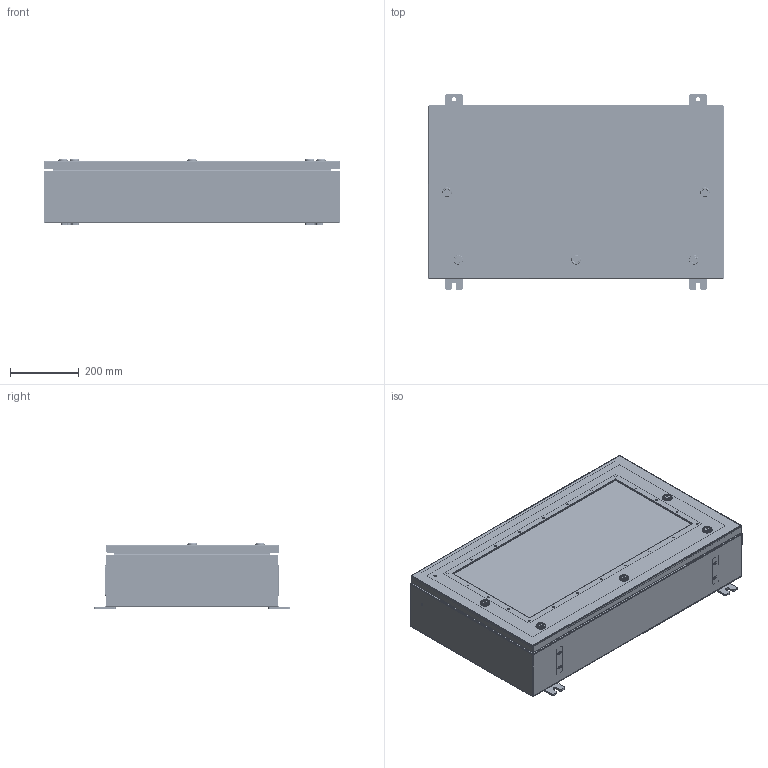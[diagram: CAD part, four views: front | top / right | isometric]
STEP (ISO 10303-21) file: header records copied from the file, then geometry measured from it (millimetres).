
FILE_DESCRIPTION (( 'STEP AP214' ), '1' );
FILE_NAME ('CHDSS6203406VD- STP.STEP', '2016-12-06T18:17:07', ( 'change1' ), ( 'Microsoft' ), 'SwSTEP 2.0', 'SolidWorks 2015', '' );
FILE_SCHEMA (( 'AUTOMOTIVE_DESIGN' ));
Length unit declared in the file: inch
Products named in the file (25): Mirror250-20X.50 NUT-FLT ASSY; HW-CLH-R-095-2845_233015-Allegis; MirrorHW-STD-S-25020_94804A029; HW-CLH-R001-0100; MirrorHW-FL-S-25_96659A106; Quarter-20 CD Stud; MirrorHW-CD-S-25020-012_93190A628; CHDSS6203406VD- Mounting Feet; 250-20X.50 NUT-FLT ASSY; HW-STD-S-25020_94804A029; CHDSS6203406VD- STP; HW-FL-S-25_96659A106; HW-CD-S-25020-012_93190A628; CHDSS6203406VD- Window; CHDSS6203406VD XL800-80-VORNE; CHDSS6203406VD- M-BKT-TOP; CHDSS6203406VD- M-BKT-BTTM; Concealed Hinge Assembly; Concealed Hinge (Pin); Concealed Hinge (Enclosure Side); Concealed Hinge (Cover Side); CHDSS6203406VD- Body; CHDSS6203406VD- Cover; TURN-LTCH ASSY; TURN-LTCH ASSY_OPOSITE
Assembly tree (43 placements, depth 3):
  CHDSS6203406VD- STP
    CHDSS6203406VD- Mounting Feet  x4
    Quarter-20 CD Stud  x2
    TURN-LTCH ASSY_OPOSITE  x2
      HW-CLH-R001-0100
      HW-CLH-R-095-2845_233015-Allegis
    TURN-LTCH ASSY  x3
      HW-CLH-R001-0100
      HW-CLH-R-095-2845_233015-Allegis
    CHDSS6203406VD- Cover
    CHDSS6203406VD- Body
    Concealed Hinge Assembly  x3
      Concealed Hinge (Cover Side)
      Concealed Hinge (Enclosure Side)
      Concealed Hinge (Pin)
    CHDSS6203406VD- M-BKT-BTTM  x2
    CHDSS6203406VD- M-BKT-TOP  x2
    CHDSS6203406VD XL800-80-VORNE
    CHDSS6203406VD- Window
    250-20X.50 NUT-FLT ASSY  x7
      HW-CD-S-25020-012_93190A628
      HW-FL-S-25_96659A106
      HW-STD-S-25020_94804A029
    Mirror250-20X.50 NUT-FLT ASSY
      MirrorHW-CD-S-25020-012_93190A628
      MirrorHW-FL-S-25_96659A106
      MirrorHW-STD-S-25020_94804A029
Bounding box: 863.6 x 571.5 x 189.51 mm (x, y, z)
Volume: 5409002.4 mm3; surface area: 3822773.7 mm2
Topology: 89 solids, 89 shells, 4413 faces, 11284 edges, 7092 vertices
Faces by surface type: cylinder 1944, plane 1236, cone 1088, bspline 96, torus 46, sphere 3
Entity records: 50616 total; most frequent: CARTESIAN_POINT 15542, ORIENTED_EDGE 7002, DIRECTION 6718, EDGE_CURVE 3501, AXIS2_PLACEMENT_3D 2475, VERTEX_POINT 2189, VECTOR 1768, LINE 1768
